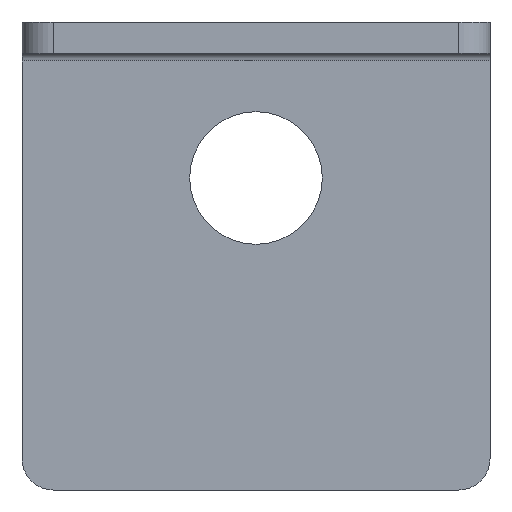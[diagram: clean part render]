
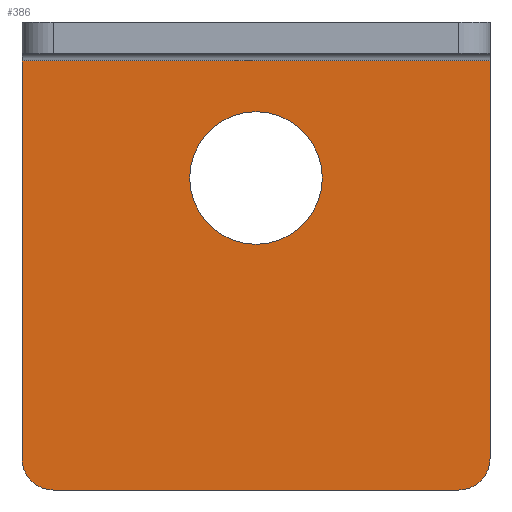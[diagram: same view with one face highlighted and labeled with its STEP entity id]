
A CAD part, left-side view. The second image highlights one B-rep face of the part: STEP entity #386.
In plain terms, the highlighted planar face has unit normal (-1, 0, 0).
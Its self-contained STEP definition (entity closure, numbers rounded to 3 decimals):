
#15=FACE_BOUND('',#62,.T.);
#21=PLANE('',#413);
#38=FACE_OUTER_BOUND('',#61,.T.);
#61=EDGE_LOOP('',(#277,#278,#279,#280,#281,#282));
#62=EDGE_LOOP('',(#283));
#89=LINE('',#574,#129);
#92=LINE('',#580,#132);
#93=LINE('',#582,#133);
#94=LINE('',#584,#134);
#129=VECTOR('',#458,26.);
#132=VECTOR('',#463,25.5);
#133=VECTOR('',#464,30.);
#134=VECTOR('',#465,25.5);
#168=CIRCLE('',#411,2.);
#169=CIRCLE('',#414,2.);
#170=CIRCLE('',#415,4.25);
#183=VERTEX_POINT('',#567);
#184=VERTEX_POINT('',#569);
#185=VERTEX_POINT('',#573);
#187=VERTEX_POINT('',#579);
#188=VERTEX_POINT('',#581);
#189=VERTEX_POINT('',#583);
#190=VERTEX_POINT('',#586);
#217=EDGE_CURVE('',#183,#184,#168,.T.);
#219=EDGE_CURVE('',#185,#184,#89,.T.);
#222=EDGE_CURVE('',#183,#187,#92,.T.);
#223=EDGE_CURVE('',#187,#188,#93,.T.);
#224=EDGE_CURVE('',#189,#188,#94,.T.);
#225=EDGE_CURVE('',#185,#189,#169,.T.);
#226=EDGE_CURVE('',#190,#190,#170,.T.);
#277=ORIENTED_EDGE('',*,*,#217,.F.);
#278=ORIENTED_EDGE('',*,*,#222,.T.);
#279=ORIENTED_EDGE('',*,*,#223,.T.);
#280=ORIENTED_EDGE('',*,*,#224,.F.);
#281=ORIENTED_EDGE('',*,*,#225,.F.);
#282=ORIENTED_EDGE('',*,*,#219,.T.);
#283=ORIENTED_EDGE('',*,*,#226,.T.);
#386=ADVANCED_FACE('',(#38,#15),#21,.F.);
#411=AXIS2_PLACEMENT_3D('',#570,#453,#454);
#413=AXIS2_PLACEMENT_3D('',#578,#461,#462);
#414=AXIS2_PLACEMENT_3D('',#585,#466,#467);
#415=AXIS2_PLACEMENT_3D('',#587,#468,#469);
#453=DIRECTION('center_axis',(1.,0.,0.));
#454=DIRECTION('ref_axis',(0.,-0.707,-0.707));
#458=DIRECTION('',(0.,-1.,0.));
#461=DIRECTION('center_axis',(1.,0.,0.));
#462=DIRECTION('ref_axis',(0.,0.,-1.));
#463=DIRECTION('',(0.,0.,1.));
#464=DIRECTION('',(0.,1.,0.));
#465=DIRECTION('',(0.,0.,1.));
#466=DIRECTION('center_axis',(1.,0.,0.));
#467=DIRECTION('ref_axis',(0.,0.707,-0.707));
#468=DIRECTION('center_axis',(1.,0.,0.));
#469=DIRECTION('ref_axis',(0.,0.,1.));
#567=CARTESIAN_POINT('',(33.,0.,-26.));
#569=CARTESIAN_POINT('',(33.,2.,-28.));
#570=CARTESIAN_POINT('Origin',(33.,2.,-26.));
#573=CARTESIAN_POINT('',(33.,28.,-28.));
#574=CARTESIAN_POINT('',(33.,30.,-28.));
#578=CARTESIAN_POINT('Origin',(33.,15.,-13.25));
#579=CARTESIAN_POINT('',(33.,0.,-0.5));
#580=CARTESIAN_POINT('',(33.,0.,3.5));
#581=CARTESIAN_POINT('',(33.,30.,-0.5));
#582=CARTESIAN_POINT('',(33.,15.,-0.5));
#583=CARTESIAN_POINT('',(33.,30.,-26.));
#584=CARTESIAN_POINT('',(33.,30.,3.5));
#585=CARTESIAN_POINT('Origin',(33.,28.,-26.));
#586=CARTESIAN_POINT('',(33.,15.,-3.75));
#587=CARTESIAN_POINT('Origin',(33.,15.,-8.));
